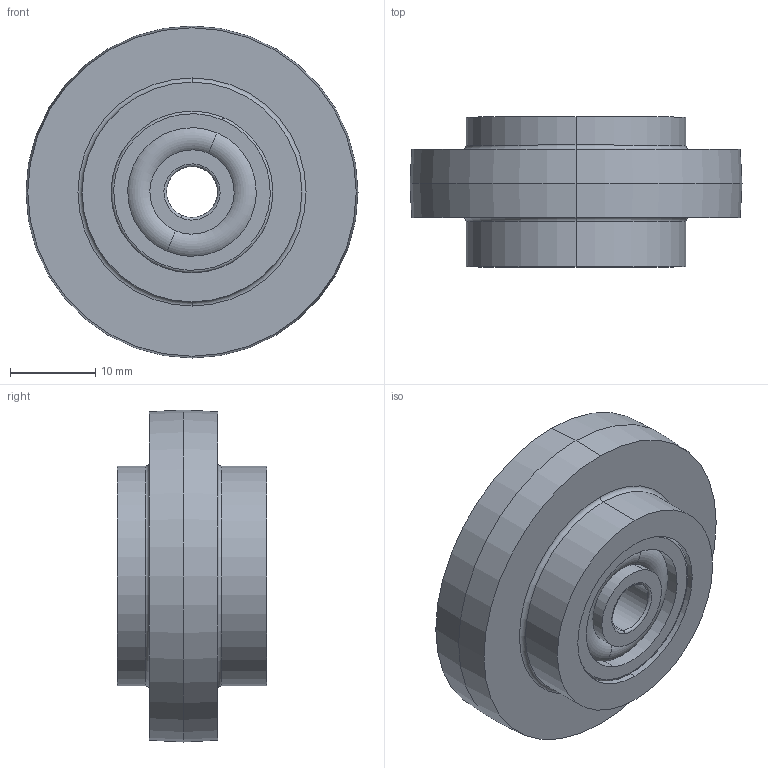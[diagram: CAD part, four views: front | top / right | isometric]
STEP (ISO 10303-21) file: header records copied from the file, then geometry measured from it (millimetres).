
FILE_DESCRIPTION (( 'STEP AP214' ), '1' );
FILE_NAME ('093020.STEP', '2014-08-19T10:08:56', ( '' ), ( '' ), 'SwSTEP 2.0', 'SolidWorks 2014', '' );
FILE_SCHEMA (( 'AUTOMOTIVE_DESIGN' ));
Length unit declared in the file: millimetre
Products named in the file (4): 093020; 340ME014_PreviewCfg; 340me012_Standard; 093020r_Standard
Assembly tree (4 placements, depth 2):
  093020
    340ME014_PreviewCfg  x2
    340me012_Standard
    093020r_Standard
Bounding box: 39 x 17.6 x 39 mm (x, y, z)
Volume: 13078.5 mm3; surface area: 7621.8 mm2
Topology: 4 solids, 4 shells, 94 faces, 188 edges, 110 vertices
Faces by surface type: cylinder 38, torus 28, plane 16, cone 12
Entity records: 1904 total; most frequent: DIRECTION 372, CARTESIAN_POINT 283, ORIENTED_EDGE 264, AXIS2_PLACEMENT_3D 167, EDGE_CURVE 132, CIRCLE 94, VERTEX_POINT 78, EDGE_LOOP 78
